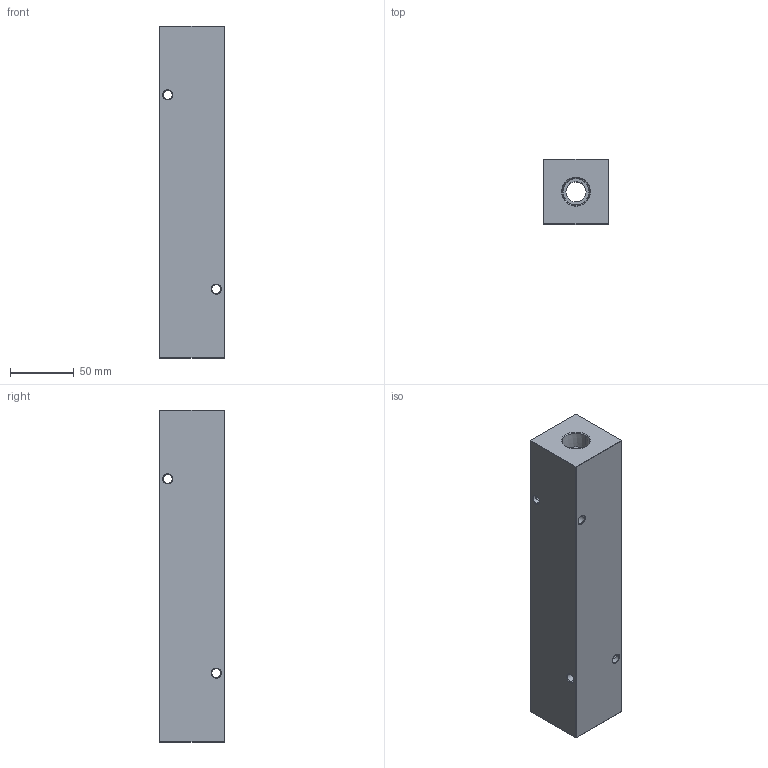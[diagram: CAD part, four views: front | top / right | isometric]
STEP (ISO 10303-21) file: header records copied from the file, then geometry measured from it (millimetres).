
FILE_DESCRIPTION (( 'STEP AP203' ), '1' );
FILE_NAME ('HM-5-90-P-8-8.STEP', '2020-10-30T13:53:55', ( '' ), ( '' ), 'SwSTEP 2.0', 'SolidWorks 2019', '' );
FILE_SCHEMA (( 'CONFIG_CONTROL_DESIGN' ));
Length unit declared in the file: inch
Products named in the file (1): HM-5-90-P-8-8
Bounding box: 50.8 x 50.8 x 260.35 mm (x, y, z)
Volume: 550989.9 mm3; surface area: 83016.8 mm2
Topology: 1 solids, 1 shells, 559 faces, 1465 edges, 954 vertices
Faces by surface type: plane 262, bspline 210, cone 44, cylinder 43
Entity records: 27958 total; most frequent: CARTESIAN_POINT 15487, ORIENTED_EDGE 2930, DIRECTION 1855, EDGE_CURVE 1465, VERTEX_POINT 954, VECTOR 843, LINE 843, EDGE_LOOP 639
